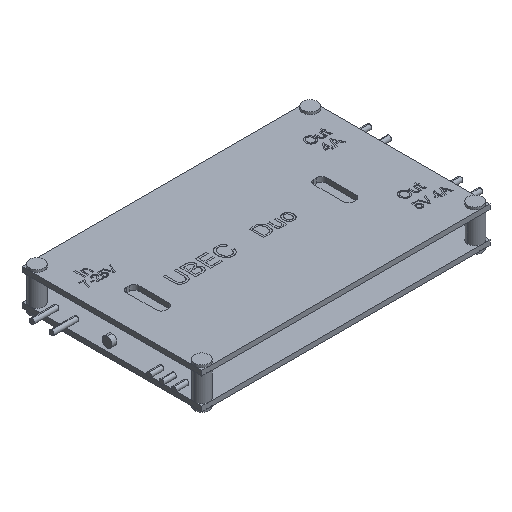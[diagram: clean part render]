
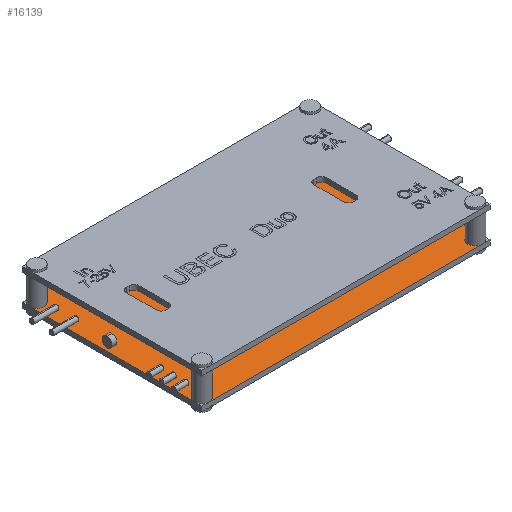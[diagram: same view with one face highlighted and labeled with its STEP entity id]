
A CAD part, isometric view. The second image highlights one B-rep face of the part: STEP entity #16139.
In plain terms, the highlighted planar face has unit normal (0, 0, 1).
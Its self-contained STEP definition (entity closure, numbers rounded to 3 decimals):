
#454 = VERTEX_POINT ( 'NONE', #4902 ) ;
#687 = LINE ( 'NONE', #6838, #1596 ) ;
#690 = CARTESIAN_POINT ( 'NONE',  ( 1.5, 35., -2.65 ) ) ;
#859 = ORIENTED_EDGE ( 'NONE', *, *, #17361, .F. ) ;
#1027 = CARTESIAN_POINT ( 'NONE',  ( 29.25, 18.25, -2.65 ) ) ;
#1156 = DIRECTION ( 'NONE',  ( 1., 0., 0. ) ) ;
#1376 = EDGE_CURVE ( 'NONE', #16340, #6918, #6419, .T. ) ;
#1596 = VECTOR ( 'NONE', #19415, 1000. ) ;
#1834 = VERTEX_POINT ( 'NONE', #5551 ) ;
#2014 = ORIENTED_EDGE ( 'NONE', *, *, #11773, .T. ) ;
#2463 = AXIS2_PLACEMENT_3D ( 'NONE', #5204, #6976, #19556 ) ;
#3316 = VERTEX_POINT ( 'NONE', #6816 ) ;
#3436 = CARTESIAN_POINT ( 'NONE',  ( 57., 35., -2.65 ) ) ;
#3942 = AXIS2_PLACEMENT_3D ( 'NONE', #9561, #4774, #12470 ) ;
#4088 = LINE ( 'NONE', #7507, #20288 ) ;
#4180 = EDGE_CURVE ( 'NONE', #6918, #3316, #17392, .T. ) ;
#4243 = CARTESIAN_POINT ( 'NONE',  ( 1.5, 36.5, -2.65 ) ) ;
#4265 = DIRECTION ( 'NONE',  ( 0., 0., 1. ) ) ;
#4442 = ORIENTED_EDGE ( 'NONE', *, *, #4180, .T. ) ;
#4626 = ORIENTED_EDGE ( 'NONE', *, *, #1376, .T. ) ;
#4762 = ORIENTED_EDGE ( 'NONE', *, *, #13840, .T. ) ;
#4774 = DIRECTION ( 'NONE',  ( 0., 0., -1. ) ) ;
#4902 = CARTESIAN_POINT ( 'NONE',  ( 58.5, 1.5, -2.65 ) ) ;
#5204 = CARTESIAN_POINT ( 'NONE',  ( 1.5, 35., -2.65 ) ) ;
#5337 = AXIS2_PLACEMENT_3D ( 'NONE', #5623, #4265, #7490 ) ;
#5551 = CARTESIAN_POINT ( 'NONE',  ( 1.5, 0., -2.65 ) ) ;
#5623 = CARTESIAN_POINT ( 'NONE',  ( 57., 1.5, -2.65 ) ) ;
#5802 = ORIENTED_EDGE ( 'NONE', *, *, #19235, .T. ) ;
#6040 = ORIENTED_EDGE ( 'NONE', *, *, #17187, .T. ) ;
#6419 = LINE ( 'NONE', #19410, #17916 ) ;
#6575 = CARTESIAN_POINT ( 'NONE',  ( 57., 1.5, -2.65 ) ) ;
#6612 = ORIENTED_EDGE ( 'NONE', *, *, #12444, .T. ) ;
#6816 = CARTESIAN_POINT ( 'NONE',  ( 3., 35., -2.65 ) ) ;
#6838 = CARTESIAN_POINT ( 'NONE',  ( 58.5, 0., -2.65 ) ) ;
#6875 = VERTEX_POINT ( 'NONE', #20243 ) ;
#6918 = VERTEX_POINT ( 'NONE', #4243 ) ;
#6976 = DIRECTION ( 'NONE',  ( 0., 0., -1. ) ) ;
#7156 = DIRECTION ( 'NONE',  ( 0., -1., 0. ) ) ;
#7490 = DIRECTION ( 'NONE',  ( 1., 0., 0. ) ) ;
#7507 = CARTESIAN_POINT ( 'NONE',  ( 0., 0., -2.65 ) ) ;
#8299 = EDGE_LOOP ( 'NONE', ( #11551, #2014, #5802, #20563, #859, #14719, #6612, #6040, #4626, #4442, #4762, #10759 ) ) ;
#8453 = DIRECTION ( 'NONE',  ( 1., 0., 0. ) ) ;
#8853 = FACE_OUTER_BOUND ( 'NONE', #8299, .T. ) ;
#9517 = EDGE_CURVE ( 'NONE', #14462, #19748, #10597, .T. ) ;
#9561 = CARTESIAN_POINT ( 'NONE',  ( 1.5, 1.5, -2.65 ) ) ;
#10134 = CIRCLE ( 'NONE', #19396, 1.5 ) ;
#10214 = DIRECTION ( 'NONE',  ( 1., 0., 0. ) ) ;
#10386 = VECTOR ( 'NONE', #7156, 1000. ) ;
#10597 = LINE ( 'NONE', #13801, #10386 ) ;
#10759 = ORIENTED_EDGE ( 'NONE', *, *, #9517, .T. ) ;
#11079 = DIRECTION ( 'NONE',  ( 0., 0., -1. ) ) ;
#11363 = CIRCLE ( 'NONE', #16669, 1.5 ) ;
#11551 = ORIENTED_EDGE ( 'NONE', *, *, #20431, .T. ) ;
#11626 = DIRECTION ( 'NONE',  ( -1., 0., 0. ) ) ;
#11773 = EDGE_CURVE ( 'NONE', #12276, #1834, #10134, .T. ) ;
#11836 = DIRECTION ( 'NONE',  ( 1., 0., 0. ) ) ;
#12276 = VERTEX_POINT ( 'NONE', #12667 ) ;
#12293 = CIRCLE ( 'NONE', #14940, 1.5 ) ;
#12341 = AXIS2_PLACEMENT_3D ( 'NONE', #1027, #19760, #10214 ) ;
#12420 = CARTESIAN_POINT ( 'NONE',  ( 0., 35., -2.65 ) ) ;
#12444 = EDGE_CURVE ( 'NONE', #15659, #12655, #15814, .T. ) ;
#12470 = DIRECTION ( 'NONE',  ( 1., 0., 0. ) ) ;
#12655 = VERTEX_POINT ( 'NONE', #14328 ) ;
#12667 = CARTESIAN_POINT ( 'NONE',  ( 3., 1.5, -2.65 ) ) ;
#13136 = DIRECTION ( 'NONE',  ( 1., 0., 0. ) ) ;
#13492 = AXIS2_PLACEMENT_3D ( 'NONE', #18958, #11079, #17405 ) ;
#13534 = DIRECTION ( 'NONE',  ( 0., 0., -1. ) ) ;
#13801 = CARTESIAN_POINT ( 'NONE',  ( 0., 19.5, -2.65 ) ) ;
#13840 = EDGE_CURVE ( 'NONE', #3316, #14462, #12293, .T. ) ;
#14096 = CARTESIAN_POINT ( 'NONE',  ( 0., 1.5, -2.65 ) ) ;
#14300 = CIRCLE ( 'NONE', #5337, 1.5 ) ;
#14328 = CARTESIAN_POINT ( 'NONE',  ( 55.5, 35., -2.65 ) ) ;
#14462 = VERTEX_POINT ( 'NONE', #12420 ) ;
#14640 = AXIS2_PLACEMENT_3D ( 'NONE', #6575, #19371, #13136 ) ;
#14719 = ORIENTED_EDGE ( 'NONE', *, *, #19472, .T. ) ;
#14940 = AXIS2_PLACEMENT_3D ( 'NONE', #690, #16193, #11836 ) ;
#15659 = VERTEX_POINT ( 'NONE', #16559 ) ;
#15674 = EDGE_CURVE ( 'NONE', #19569, #6875, #16639, .T. ) ;
#15814 = CIRCLE ( 'NONE', #13492, 1.5 ) ;
#16139 = ADVANCED_FACE ( 'NONE', ( #8853 ), #18306, .T. ) ;
#16193 = DIRECTION ( 'NONE',  ( 0., 0., -1. ) ) ;
#16340 = VERTEX_POINT ( 'NONE', #20465 ) ;
#16559 = CARTESIAN_POINT ( 'NONE',  ( 58.5, 35., -2.65 ) ) ;
#16639 = CIRCLE ( 'NONE', #14640, 1.5 ) ;
#16669 = AXIS2_PLACEMENT_3D ( 'NONE', #3436, #18006, #8453 ) ;
#16761 = CARTESIAN_POINT ( 'NONE',  ( 1.5, 1.5, -2.65 ) ) ;
#17187 = EDGE_CURVE ( 'NONE', #12655, #16340, #11363, .T. ) ;
#17361 = EDGE_CURVE ( 'NONE', #454, #19569, #14300, .T. ) ;
#17392 = CIRCLE ( 'NONE', #2463, 1.5 ) ;
#17405 = DIRECTION ( 'NONE',  ( 1., 0., 0. ) ) ;
#17916 = VECTOR ( 'NONE', #11626, 1000. ) ;
#18006 = DIRECTION ( 'NONE',  ( 0., 0., -1. ) ) ;
#18220 = CIRCLE ( 'NONE', #3942, 1.5 ) ;
#18306 = PLANE ( 'NONE',  #12341 ) ;
#18324 = DIRECTION ( 'NONE',  ( 1., 0., 0. ) ) ;
#18958 = CARTESIAN_POINT ( 'NONE',  ( 57., 35., -2.65 ) ) ;
#19235 = EDGE_CURVE ( 'NONE', #1834, #6875, #4088, .T. ) ;
#19371 = DIRECTION ( 'NONE',  ( 0., 0., 1. ) ) ;
#19396 = AXIS2_PLACEMENT_3D ( 'NONE', #16761, #13534, #18324 ) ;
#19410 = CARTESIAN_POINT ( 'NONE',  ( 58.5, 36.5, -2.65 ) ) ;
#19415 = DIRECTION ( 'NONE',  ( 0., 1., 0. ) ) ;
#19472 = EDGE_CURVE ( 'NONE', #454, #15659, #687, .T. ) ;
#19556 = DIRECTION ( 'NONE',  ( 1., 0., 0. ) ) ;
#19569 = VERTEX_POINT ( 'NONE', #20031 ) ;
#19748 = VERTEX_POINT ( 'NONE', #14096 ) ;
#19760 = DIRECTION ( 'NONE',  ( 0., 0., 1. ) ) ;
#20031 = CARTESIAN_POINT ( 'NONE',  ( 55.5, 1.5, -2.65 ) ) ;
#20243 = CARTESIAN_POINT ( 'NONE',  ( 57., 0., -2.65 ) ) ;
#20288 = VECTOR ( 'NONE', #1156, 1000. ) ;
#20431 = EDGE_CURVE ( 'NONE', #19748, #12276, #18220, .T. ) ;
#20465 = CARTESIAN_POINT ( 'NONE',  ( 57., 36.5, -2.65 ) ) ;
#20563 = ORIENTED_EDGE ( 'NONE', *, *, #15674, .F. ) ;
